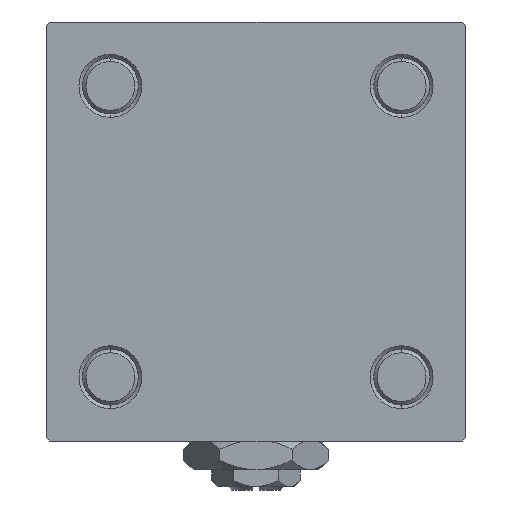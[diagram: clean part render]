
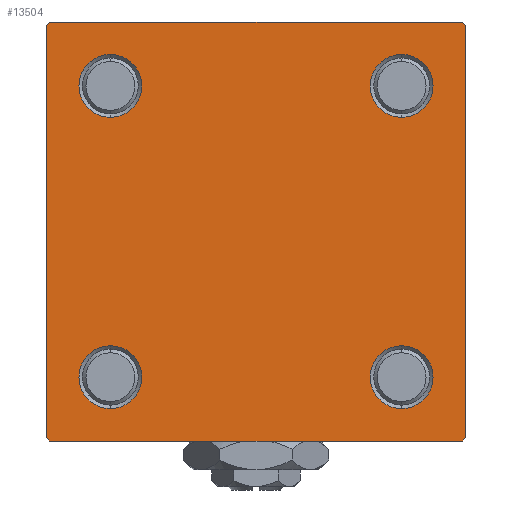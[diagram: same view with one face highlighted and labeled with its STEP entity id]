
A CAD part, left-side view. The second image highlights one B-rep face of the part: STEP entity #13504.
In plain terms, the highlighted planar face has unit normal (-1, 0, 0).
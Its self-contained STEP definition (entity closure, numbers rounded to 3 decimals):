
#1173 = DIRECTION ( 'NONE',  ( 1., 0., 0. ) ) ;
#1563 = CIRCLE ( 'NONE', #2376, 4.5 ) ;
#1655 = VERTEX_POINT ( 'NONE', #43162 ) ;
#1799 = FACE_BOUND ( 'NONE', #12869, .T. ) ;
#1888 = CIRCLE ( 'NONE', #32054, 4.5 ) ;
#1939 = DIRECTION ( 'NONE',  ( 0., 0., 1. ) ) ;
#2376 = AXIS2_PLACEMENT_3D ( 'NONE', #32684, #40048, #20651 ) ;
#2379 = VERTEX_POINT ( 'NONE', #46876 ) ;
#2450 = LINE ( 'NONE', #37843, #31692 ) ;
#3098 = VECTOR ( 'NONE', #13727, 1000. ) ;
#3140 = CARTESIAN_POINT ( 'NONE',  ( 0., 20.85, 25.35 ) ) ;
#3924 = CARTESIAN_POINT ( 'NONE',  ( 0., 20.85, 16.35 ) ) ;
#4203 = VECTOR ( 'NONE', #8018, 1000. ) ;
#4258 = ORIENTED_EDGE ( 'NONE', *, *, #15527, .T. ) ;
#4528 = LINE ( 'NONE', #40945, #10088 ) ;
#5017 = AXIS2_PLACEMENT_3D ( 'NONE', #17687, #1173, #1939 ) ;
#5030 = DIRECTION ( 'NONE',  ( 1., 0., 0. ) ) ;
#5207 = DIRECTION ( 'NONE',  ( 0., 0.707, 0.707 ) ) ;
#5737 = FACE_BOUND ( 'NONE', #22200, .T. ) ;
#6206 = ORIENTED_EDGE ( 'NONE', *, *, #9810, .T. ) ;
#6612 = AXIS2_PLACEMENT_3D ( 'NONE', #17795, #32999, #33760 ) ;
#6908 = VERTEX_POINT ( 'NONE', #8639 ) ;
#8018 = DIRECTION ( 'NONE',  ( 0., 0.707, -0.707 ) ) ;
#8174 = LINE ( 'NONE', #16568, #15296 ) ;
#8263 = EDGE_CURVE ( 'NONE', #39163, #49337, #2450, .T. ) ;
#8639 = CARTESIAN_POINT ( 'NONE',  ( 0., 20.85, -25.35 ) ) ;
#9013 = AXIS2_PLACEMENT_3D ( 'NONE', #42519, #46452, #22857 ) ;
#9810 = EDGE_CURVE ( 'NONE', #26849, #48697, #48466, .T. ) ;
#9926 = VERTEX_POINT ( 'NONE', #21813 ) ;
#10088 = VECTOR ( 'NONE', #17100, 1000. ) ;
#11935 = CARTESIAN_POINT ( 'NONE',  ( 0., 20.85, 20.85 ) ) ;
#12736 = CARTESIAN_POINT ( 'NONE',  ( 0., -20.85, -20.85 ) ) ;
#12869 = EDGE_LOOP ( 'NONE', ( #22647, #32074 ) ) ;
#12982 = EDGE_CURVE ( 'NONE', #18459, #2379, #1563, .T. ) ;
#13453 = CARTESIAN_POINT ( 'NONE',  ( 0., -29.5, -30. ) ) ;
#13504 = ADVANCED_FACE ( 'NONE', ( #29332, #5737, #21729, #1799, #41375 ), #46094, .T. ) ;
#13727 = DIRECTION ( 'NONE',  ( 0., -0.707, 0.707 ) ) ;
#13784 = CARTESIAN_POINT ( 'NONE',  ( 0., 30., 29.5 ) ) ;
#14246 = CARTESIAN_POINT ( 'NONE',  ( 0., -29.75, -29.75 ) ) ;
#14689 = EDGE_CURVE ( 'NONE', #17907, #6908, #31762, .T. ) ;
#15178 = CARTESIAN_POINT ( 'NONE',  ( 0., -20.85, 20.85 ) ) ;
#15296 = VECTOR ( 'NONE', #16826, 1000. ) ;
#15500 = AXIS2_PLACEMENT_3D ( 'NONE', #11935, #51792, #44177 ) ;
#15527 = EDGE_CURVE ( 'NONE', #23909, #39163, #16413, .T. ) ;
#15715 = ORIENTED_EDGE ( 'NONE', *, *, #46040, .T. ) ;
#16413 = LINE ( 'NONE', #43928, #4203 ) ;
#16488 = CARTESIAN_POINT ( 'NONE',  ( 0., -29.5, 30. ) ) ;
#16498 = CARTESIAN_POINT ( 'NONE',  ( 0., -29.75, 29.75 ) ) ;
#16568 = CARTESIAN_POINT ( 'NONE',  ( 0., -30., 30. ) ) ;
#16826 = DIRECTION ( 'NONE',  ( 0., 0., -1. ) ) ;
#17100 = DIRECTION ( 'NONE',  ( 0., -0.707, -0.707 ) ) ;
#17212 = ORIENTED_EDGE ( 'NONE', *, *, #12982, .T. ) ;
#17680 = DIRECTION ( 'NONE',  ( 0., 0., -1. ) ) ;
#17687 = CARTESIAN_POINT ( 'NONE',  ( 0., 20.85, -20.85 ) ) ;
#17761 = LINE ( 'NONE', #49725, #27009 ) ;
#17795 = CARTESIAN_POINT ( 'NONE',  ( 0., 0., 0. ) ) ;
#17907 = VERTEX_POINT ( 'NONE', #31820 ) ;
#17986 = EDGE_LOOP ( 'NONE', ( #6206, #15715 ) ) ;
#18459 = VERTEX_POINT ( 'NONE', #31427 ) ;
#20105 = DIRECTION ( 'NONE',  ( 1., 0., 0. ) ) ;
#20651 = DIRECTION ( 'NONE',  ( 0., 0., 1. ) ) ;
#20775 = AXIS2_PLACEMENT_3D ( 'NONE', #12736, #20105, #32650 ) ;
#21729 = FACE_BOUND ( 'NONE', #33017, .T. ) ;
#21813 = CARTESIAN_POINT ( 'NONE',  ( 0., -30., -29.5 ) ) ;
#22200 = EDGE_LOOP ( 'NONE', ( #45978, #17212 ) ) ;
#22394 = EDGE_CURVE ( 'NONE', #1655, #9926, #8174, .T. ) ;
#22647 = ORIENTED_EDGE ( 'NONE', *, *, #35302, .T. ) ;
#22857 = DIRECTION ( 'NONE',  ( 0., 0., 1. ) ) ;
#23277 = EDGE_CURVE ( 'NONE', #6908, #17907, #1888, .T. ) ;
#23909 = VERTEX_POINT ( 'NONE', #40886 ) ;
#25766 = EDGE_CURVE ( 'NONE', #23909, #46175, #17761, .T. ) ;
#25780 = LINE ( 'NONE', #14246, #3098 ) ;
#26386 = LINE ( 'NONE', #31356, #44230 ) ;
#26445 = DIRECTION ( 'NONE',  ( 1., 0., 0. ) ) ;
#26703 = DIRECTION ( 'NONE',  ( 0., 0., 1. ) ) ;
#26849 = VERTEX_POINT ( 'NONE', #34988 ) ;
#27009 = VECTOR ( 'NONE', #29798, 1000. ) ;
#27190 = CIRCLE ( 'NONE', #15500, 4.5 ) ;
#28390 = ORIENTED_EDGE ( 'NONE', *, *, #22394, .F. ) ;
#29332 = FACE_BOUND ( 'NONE', #17986, .T. ) ;
#29798 = DIRECTION ( 'NONE',  ( 0., -1., 0. ) ) ;
#29915 = DIRECTION ( 'NONE',  ( 0., 0., 1. ) ) ;
#30774 = CIRCLE ( 'NONE', #9013, 4.5 ) ;
#31356 = CARTESIAN_POINT ( 'NONE',  ( 0., 30., -30. ) ) ;
#31427 = CARTESIAN_POINT ( 'NONE',  ( 0., -20.85, -25.35 ) ) ;
#31692 = VECTOR ( 'NONE', #17680, 1000. ) ;
#31762 = CIRCLE ( 'NONE', #5017, 4.5 ) ;
#31820 = CARTESIAN_POINT ( 'NONE',  ( 0., 20.85, -16.35 ) ) ;
#32054 = AXIS2_PLACEMENT_3D ( 'NONE', #48291, #5030, #40422 ) ;
#32074 = ORIENTED_EDGE ( 'NONE', *, *, #41720, .T. ) ;
#32650 = DIRECTION ( 'NONE',  ( 0., 0., 1. ) ) ;
#32684 = CARTESIAN_POINT ( 'NONE',  ( 0., -20.85, -20.85 ) ) ;
#32999 = DIRECTION ( 'NONE',  ( -1., 0., 0. ) ) ;
#33017 = EDGE_LOOP ( 'NONE', ( #35534, #40739 ) ) ;
#33760 = DIRECTION ( 'NONE',  ( 0., 0., 1. ) ) ;
#34140 = AXIS2_PLACEMENT_3D ( 'NONE', #15178, #26445, #26703 ) ;
#34837 = VERTEX_POINT ( 'NONE', #42678 ) ;
#34896 = ORIENTED_EDGE ( 'NONE', *, *, #25766, .F. ) ;
#34988 = CARTESIAN_POINT ( 'NONE',  ( 0., -20.85, 25.35 ) ) ;
#35302 = EDGE_CURVE ( 'NONE', #38963, #49580, #27190, .T. ) ;
#35534 = ORIENTED_EDGE ( 'NONE', *, *, #14689, .T. ) ;
#36744 = AXIS2_PLACEMENT_3D ( 'NONE', #45662, #49339, #29915 ) ;
#37843 = CARTESIAN_POINT ( 'NONE',  ( 0., 30., 30. ) ) ;
#37938 = CARTESIAN_POINT ( 'NONE',  ( 0., -20.85, 16.35 ) ) ;
#38963 = VERTEX_POINT ( 'NONE', #3140 ) ;
#39163 = VERTEX_POINT ( 'NONE', #13784 ) ;
#39379 = EDGE_CURVE ( 'NONE', #41519, #9926, #25780, .T. ) ;
#39718 = ORIENTED_EDGE ( 'NONE', *, *, #45029, .T. ) ;
#40048 = DIRECTION ( 'NONE',  ( 1., 0., 0. ) ) ;
#40170 = ORIENTED_EDGE ( 'NONE', *, *, #8263, .T. ) ;
#40422 = DIRECTION ( 'NONE',  ( 0., 0., 1. ) ) ;
#40739 = ORIENTED_EDGE ( 'NONE', *, *, #23277, .T. ) ;
#40886 = CARTESIAN_POINT ( 'NONE',  ( 0., 29.5, 30. ) ) ;
#40945 = CARTESIAN_POINT ( 'NONE',  ( 0., 29.75, -29.75 ) ) ;
#41239 = ORIENTED_EDGE ( 'NONE', *, *, #51316, .T. ) ;
#41375 = FACE_OUTER_BOUND ( 'NONE', #42042, .T. ) ;
#41519 = VERTEX_POINT ( 'NONE', #13453 ) ;
#41700 = CIRCLE ( 'NONE', #20775, 4.5 ) ;
#41720 = EDGE_CURVE ( 'NONE', #49580, #38963, #30774, .T. ) ;
#42042 = EDGE_LOOP ( 'NONE', ( #40170, #41239, #43299, #46011, #28390, #39718, #34896, #4258 ) ) ;
#42519 = CARTESIAN_POINT ( 'NONE',  ( 0., 20.85, 20.85 ) ) ;
#42678 = CARTESIAN_POINT ( 'NONE',  ( 0., 29.5, -30. ) ) ;
#43162 = CARTESIAN_POINT ( 'NONE',  ( 0., -30., 29.5 ) ) ;
#43299 = ORIENTED_EDGE ( 'NONE', *, *, #46352, .T. ) ;
#43928 = CARTESIAN_POINT ( 'NONE',  ( 0., 29.75, 29.75 ) ) ;
#44177 = DIRECTION ( 'NONE',  ( 0., 0., 1. ) ) ;
#44230 = VECTOR ( 'NONE', #46319, 1000. ) ;
#44853 = CARTESIAN_POINT ( 'NONE',  ( 0., 30., -29.5 ) ) ;
#45029 = EDGE_CURVE ( 'NONE', #1655, #46175, #48720, .T. ) ;
#45046 = CIRCLE ( 'NONE', #34140, 4.5 ) ;
#45662 = CARTESIAN_POINT ( 'NONE',  ( 0., -20.85, 20.85 ) ) ;
#45978 = ORIENTED_EDGE ( 'NONE', *, *, #46518, .T. ) ;
#46011 = ORIENTED_EDGE ( 'NONE', *, *, #39379, .T. ) ;
#46040 = EDGE_CURVE ( 'NONE', #48697, #26849, #45046, .T. ) ;
#46094 = PLANE ( 'NONE',  #6612 ) ;
#46175 = VERTEX_POINT ( 'NONE', #16488 ) ;
#46319 = DIRECTION ( 'NONE',  ( 0., -1., 0. ) ) ;
#46352 = EDGE_CURVE ( 'NONE', #34837, #41519, #26386, .T. ) ;
#46452 = DIRECTION ( 'NONE',  ( 1., 0., 0. ) ) ;
#46518 = EDGE_CURVE ( 'NONE', #2379, #18459, #41700, .T. ) ;
#46876 = CARTESIAN_POINT ( 'NONE',  ( 0., -20.85, -16.35 ) ) ;
#48291 = CARTESIAN_POINT ( 'NONE',  ( 0., 20.85, -20.85 ) ) ;
#48466 = CIRCLE ( 'NONE', #36744, 4.5 ) ;
#48697 = VERTEX_POINT ( 'NONE', #37938 ) ;
#48720 = LINE ( 'NONE', #16498, #49312 ) ;
#49312 = VECTOR ( 'NONE', #5207, 1000. ) ;
#49337 = VERTEX_POINT ( 'NONE', #44853 ) ;
#49339 = DIRECTION ( 'NONE',  ( 1., 0., 0. ) ) ;
#49580 = VERTEX_POINT ( 'NONE', #3924 ) ;
#49725 = CARTESIAN_POINT ( 'NONE',  ( 0., 30., 30. ) ) ;
#51316 = EDGE_CURVE ( 'NONE', #49337, #34837, #4528, .T. ) ;
#51792 = DIRECTION ( 'NONE',  ( 1., 0., 0. ) ) ;
